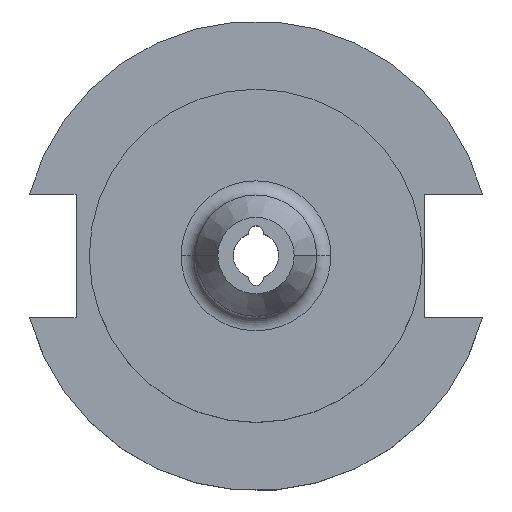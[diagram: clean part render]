
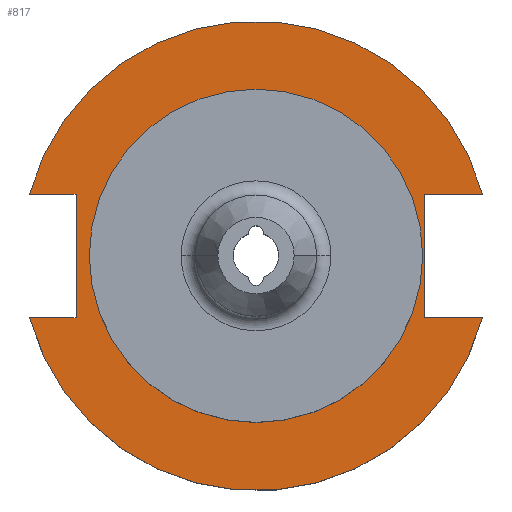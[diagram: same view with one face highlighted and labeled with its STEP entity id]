
A CAD part, top view. The second image highlights one B-rep face of the part: STEP entity #817.
In plain terms, the highlighted planar face has unit normal (0, 0, 1).
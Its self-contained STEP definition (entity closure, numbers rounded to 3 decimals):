
#44 = VECTOR ( 'NONE', #1685, 1000. ) ;
#101 = DIRECTION ( 'NONE',  ( 1., 0., 0. ) ) ;
#142 = EDGE_CURVE ( 'NONE', #257, #644, #711, .T. ) ;
#153 = AXIS2_PLACEMENT_3D ( 'NONE', #1041, #1013, #320 ) ;
#201 = PLANE ( 'NONE',  #153 ) ;
#252 = EDGE_LOOP ( 'NONE', ( #1676, #1484, #709, #852, #1259, #1557, #1385, #926 ) ) ;
#257 = VERTEX_POINT ( 'NONE', #332 ) ;
#320 = DIRECTION ( 'NONE',  ( 1., 0., 0. ) ) ;
#332 = CARTESIAN_POINT ( 'NONE',  ( -37.719, 12.954, 19.05 ) ) ;
#351 = EDGE_CURVE ( 'NONE', #764, #1403, #1126, .T. ) ;
#368 = EDGE_CURVE ( 'NONE', #870, #1079, #696, .T. ) ;
#415 = CARTESIAN_POINT ( 'NONE',  ( -47.477, -12.954, 19.05 ) ) ;
#426 = LINE ( 'NONE', #1832, #44 ) ;
#445 = ORIENTED_EDGE ( 'NONE', *, *, #351, .F. ) ;
#481 = CARTESIAN_POINT ( 'NONE',  ( 35.306, 12.954, 19.05 ) ) ;
#499 = DIRECTION ( 'NONE',  ( 0., 0., 1. ) ) ;
#532 = EDGE_CURVE ( 'NONE', #802, #257, #1012, .T. ) ;
#547 = AXIS2_PLACEMENT_3D ( 'NONE', #1368, #499, #1525 ) ;
#613 = DIRECTION ( 'NONE',  ( -1., 0., 0. ) ) ;
#615 = CARTESIAN_POINT ( 'NONE',  ( -37.719, -12.954, 19.05 ) ) ;
#636 = EDGE_LOOP ( 'NONE', ( #1817, #445 ) ) ;
#644 = VERTEX_POINT ( 'NONE', #1577 ) ;
#696 = LINE ( 'NONE', #481, #1828 ) ;
#709 = ORIENTED_EDGE ( 'NONE', *, *, #368, .F. ) ;
#711 = LINE ( 'NONE', #1337, #1407 ) ;
#725 = CARTESIAN_POINT ( 'NONE',  ( 47.477, 12.954, 19.05 ) ) ;
#761 = DIRECTION ( 'NONE',  ( 0., 0., 1. ) ) ;
#764 = VERTEX_POINT ( 'NONE', #1788 ) ;
#802 = VERTEX_POINT ( 'NONE', #615 ) ;
#817 = ADVANCED_FACE ( 'NONE', ( #1792, #1092 ), #201, .T. ) ;
#835 = EDGE_CURVE ( 'NONE', #1588, #870, #1744, .T. ) ;
#851 = AXIS2_PLACEMENT_3D ( 'NONE', #868, #1807, #908 ) ;
#852 = ORIENTED_EDGE ( 'NONE', *, *, #835, .F. ) ;
#867 = CARTESIAN_POINT ( 'NONE',  ( 35.306, -12.954, 19.05 ) ) ;
#868 = CARTESIAN_POINT ( 'NONE',  ( 0., 0., 19.05 ) ) ;
#870 = VERTEX_POINT ( 'NONE', #1188 ) ;
#885 = CARTESIAN_POINT ( 'NONE',  ( 34.925, 0., 19.05 ) ) ;
#905 = CARTESIAN_POINT ( 'NONE',  ( 47.477, -12.954, 19.05 ) ) ;
#908 = DIRECTION ( 'NONE',  ( 1., 0., 0. ) ) ;
#926 = ORIENTED_EDGE ( 'NONE', *, *, #1299, .F. ) ;
#941 = CARTESIAN_POINT ( 'NONE',  ( -37.719, 12.954, 19.05 ) ) ;
#945 = DIRECTION ( 'NONE',  ( 0., 0., 1. ) ) ;
#950 = VECTOR ( 'NONE', #1179, 1000. ) ;
#962 = CIRCLE ( 'NONE', #547, 34.925 ) ;
#976 = VERTEX_POINT ( 'NONE', #415 ) ;
#1012 = LINE ( 'NONE', #941, #1319 ) ;
#1013 = DIRECTION ( 'NONE',  ( 0., 0., 1. ) ) ;
#1029 = CARTESIAN_POINT ( 'NONE',  ( 35.306, 12.954, 19.05 ) ) ;
#1041 = CARTESIAN_POINT ( 'NONE',  ( 0., 49.212, 19.05 ) ) ;
#1079 = VERTEX_POINT ( 'NONE', #867 ) ;
#1092 = FACE_OUTER_BOUND ( 'NONE', #252, .T. ) ;
#1126 = CIRCLE ( 'NONE', #851, 34.925 ) ;
#1179 = DIRECTION ( 'NONE',  ( -1., 0., 0. ) ) ;
#1188 = CARTESIAN_POINT ( 'NONE',  ( 35.306, 12.954, 19.05 ) ) ;
#1215 = CIRCLE ( 'NONE', #1739, 49.212 ) ;
#1251 = EDGE_CURVE ( 'NONE', #1403, #764, #962, .T. ) ;
#1259 = ORIENTED_EDGE ( 'NONE', *, *, #1321, .T. ) ;
#1271 = CIRCLE ( 'NONE', #1346, 49.212 ) ;
#1299 = EDGE_CURVE ( 'NONE', #976, #802, #1301, .T. ) ;
#1301 = LINE ( 'NONE', #1381, #1661 ) ;
#1319 = VECTOR ( 'NONE', #1690, 1000. ) ;
#1321 = EDGE_CURVE ( 'NONE', #1588, #644, #1271, .T. ) ;
#1337 = CARTESIAN_POINT ( 'NONE',  ( -63.719, 12.954, 19.05 ) ) ;
#1346 = AXIS2_PLACEMENT_3D ( 'NONE', #1850, #945, #101 ) ;
#1368 = CARTESIAN_POINT ( 'NONE',  ( 0., 0., 19.05 ) ) ;
#1381 = CARTESIAN_POINT ( 'NONE',  ( -63.719, -12.954, 19.05 ) ) ;
#1385 = ORIENTED_EDGE ( 'NONE', *, *, #532, .F. ) ;
#1403 = VERTEX_POINT ( 'NONE', #885 ) ;
#1407 = VECTOR ( 'NONE', #613, 1000. ) ;
#1421 = EDGE_CURVE ( 'NONE', #976, #1470, #1215, .T. ) ;
#1470 = VERTEX_POINT ( 'NONE', #905 ) ;
#1484 = ORIENTED_EDGE ( 'NONE', *, *, #1667, .F. ) ;
#1511 = DIRECTION ( 'NONE',  ( 0., -1., 0. ) ) ;
#1525 = DIRECTION ( 'NONE',  ( 1., 0., 0. ) ) ;
#1535 = DIRECTION ( 'NONE',  ( 1., 0., 0. ) ) ;
#1557 = ORIENTED_EDGE ( 'NONE', *, *, #142, .F. ) ;
#1577 = CARTESIAN_POINT ( 'NONE',  ( -47.477, 12.954, 19.05 ) ) ;
#1588 = VERTEX_POINT ( 'NONE', #725 ) ;
#1649 = CARTESIAN_POINT ( 'NONE',  ( 0., 0., 19.05 ) ) ;
#1661 = VECTOR ( 'NONE', #1535, 1000. ) ;
#1667 = EDGE_CURVE ( 'NONE', #1079, #1470, #426, .T. ) ;
#1676 = ORIENTED_EDGE ( 'NONE', *, *, #1421, .T. ) ;
#1685 = DIRECTION ( 'NONE',  ( 1., 0., 0. ) ) ;
#1690 = DIRECTION ( 'NONE',  ( 0., 1., 0. ) ) ;
#1739 = AXIS2_PLACEMENT_3D ( 'NONE', #1649, #761, #1795 ) ;
#1744 = LINE ( 'NONE', #1029, #950 ) ;
#1788 = CARTESIAN_POINT ( 'NONE',  ( -34.925, 0., 19.05 ) ) ;
#1792 = FACE_BOUND ( 'NONE', #636, .T. ) ;
#1795 = DIRECTION ( 'NONE',  ( 1., 0., 0. ) ) ;
#1807 = DIRECTION ( 'NONE',  ( 0., 0., 1. ) ) ;
#1817 = ORIENTED_EDGE ( 'NONE', *, *, #1251, .F. ) ;
#1828 = VECTOR ( 'NONE', #1511, 1000. ) ;
#1832 = CARTESIAN_POINT ( 'NONE',  ( 35.306, -12.954, 19.05 ) ) ;
#1850 = CARTESIAN_POINT ( 'NONE',  ( 0., 0., 19.05 ) ) ;
